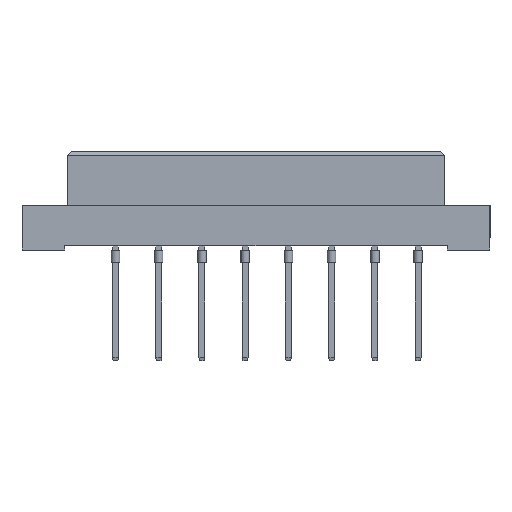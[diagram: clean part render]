
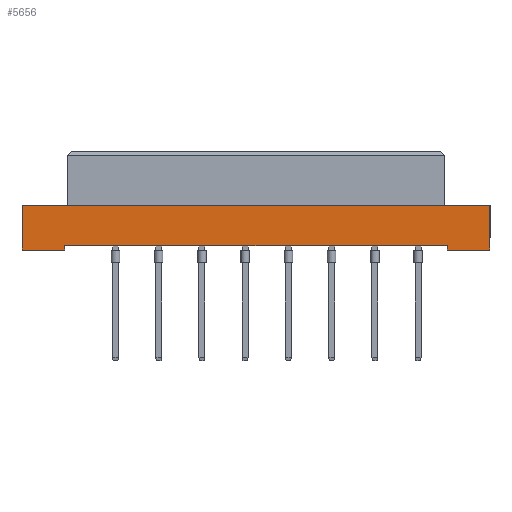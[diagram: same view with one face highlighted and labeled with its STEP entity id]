
A CAD part, top view. The second image highlights one B-rep face of the part: STEP entity #5656.
In plain terms, the highlighted planar face has unit normal (0, 0, 1).
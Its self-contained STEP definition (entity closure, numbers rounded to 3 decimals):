
#128 = ORIENTED_EDGE ( 'NONE', *, *, #15730, .F. ) ;
#709 = VECTOR ( 'NONE', #19115, 1000. ) ;
#924 = CARTESIAN_POINT ( 'NONE',  ( -27.5, -11.6, 5.3 ) ) ;
#1006 = EDGE_CURVE ( 'NONE', #8248, #8462, #4336, .T. ) ;
#1243 = LINE ( 'NONE', #1353, #10798 ) ;
#1340 = CARTESIAN_POINT ( 'NONE',  ( 27.5, -11.6, 5.3 ) ) ;
#1353 = CARTESIAN_POINT ( 'NONE',  ( -22.5, -11.1, 5.3 ) ) ;
#1553 = EDGE_CURVE ( 'NONE', #19843, #8462, #14776, .T. ) ;
#1715 = CARTESIAN_POINT ( 'NONE',  ( 27.5, -11.6, 5.3 ) ) ;
#2382 = AXIS2_PLACEMENT_3D ( 'NONE', #924, #13516, #19745 ) ;
#2476 = DIRECTION ( 'NONE',  ( 1., 0., 0. ) ) ;
#2546 = LINE ( 'NONE', #18302, #19010 ) ;
#2570 = LINE ( 'NONE', #16510, #4945 ) ;
#4162 = ORIENTED_EDGE ( 'NONE', *, *, #12268, .T. ) ;
#4248 = VECTOR ( 'NONE', #7640, 1000. ) ;
#4336 = LINE ( 'NONE', #18143, #17250 ) ;
#4945 = VECTOR ( 'NONE', #2476, 1000. ) ;
#5234 = VERTEX_POINT ( 'NONE', #19764 ) ;
#5346 = ORIENTED_EDGE ( 'NONE', *, *, #12378, .T. ) ;
#5656 = ADVANCED_FACE ( 'NONE', ( #13415 ), #15150, .T. ) ;
#6137 = CARTESIAN_POINT ( 'NONE',  ( 27.5, -6.4, 5.3 ) ) ;
#6399 = ORIENTED_EDGE ( 'NONE', *, *, #1553, .T. ) ;
#6662 = CARTESIAN_POINT ( 'NONE',  ( 22.5, -11.6, 5.3 ) ) ;
#6780 = CARTESIAN_POINT ( 'NONE',  ( -22.5, -11.6, 5.3 ) ) ;
#6927 = EDGE_CURVE ( 'NONE', #7149, #11130, #1243, .T. ) ;
#7149 = VERTEX_POINT ( 'NONE', #18280 ) ;
#7598 = DIRECTION ( 'NONE',  ( 0., -1., 0. ) ) ;
#7640 = DIRECTION ( 'NONE',  ( -1., 0., 0. ) ) ;
#7787 = VECTOR ( 'NONE', #20064, 1000. ) ;
#8248 = VERTEX_POINT ( 'NONE', #15992 ) ;
#8462 = VERTEX_POINT ( 'NONE', #6137 ) ;
#8885 = EDGE_LOOP ( 'NONE', ( #16936, #4162, #6399, #10925, #14737, #5346, #17495, #128 ) ) ;
#10012 = LINE ( 'NONE', #12893, #709 ) ;
#10798 = VECTOR ( 'NONE', #7598, 1000. ) ;
#10814 = LINE ( 'NONE', #12557, #4248 ) ;
#10925 = ORIENTED_EDGE ( 'NONE', *, *, #1006, .F. ) ;
#11130 = VERTEX_POINT ( 'NONE', #6780 ) ;
#12268 = EDGE_CURVE ( 'NONE', #12545, #19843, #13333, .T. ) ;
#12378 = EDGE_CURVE ( 'NONE', #5234, #11130, #2570, .T. ) ;
#12545 = VERTEX_POINT ( 'NONE', #6662 ) ;
#12557 = CARTESIAN_POINT ( 'NONE',  ( -22.5, -11.1, 5.3 ) ) ;
#12849 = EDGE_CURVE ( 'NONE', #18709, #12545, #2546, .T. ) ;
#12893 = CARTESIAN_POINT ( 'NONE',  ( -27.5, -11.6, 5.3 ) ) ;
#13333 = LINE ( 'NONE', #19262, #16069 ) ;
#13415 = FACE_OUTER_BOUND ( 'NONE', #8885, .T. ) ;
#13516 = DIRECTION ( 'NONE',  ( 0., 0., 1. ) ) ;
#13810 = DIRECTION ( 'NONE',  ( 0., -1., 0. ) ) ;
#14196 = CARTESIAN_POINT ( 'NONE',  ( 22.5, -11.1, 5.3 ) ) ;
#14737 = ORIENTED_EDGE ( 'NONE', *, *, #15442, .F. ) ;
#14776 = LINE ( 'NONE', #1340, #7787 ) ;
#14966 = DIRECTION ( 'NONE',  ( 1., 0., 0. ) ) ;
#15088 = DIRECTION ( 'NONE',  ( 1., 0., 0. ) ) ;
#15150 = PLANE ( 'NONE',  #2382 ) ;
#15442 = EDGE_CURVE ( 'NONE', #5234, #8248, #10012, .T. ) ;
#15730 = EDGE_CURVE ( 'NONE', #18709, #7149, #10814, .T. ) ;
#15992 = CARTESIAN_POINT ( 'NONE',  ( -27.5, -6.4, 5.3 ) ) ;
#16069 = VECTOR ( 'NONE', #14966, 1000. ) ;
#16510 = CARTESIAN_POINT ( 'NONE',  ( -27.5, -11.6, 5.3 ) ) ;
#16936 = ORIENTED_EDGE ( 'NONE', *, *, #12849, .T. ) ;
#17250 = VECTOR ( 'NONE', #15088, 1000. ) ;
#17495 = ORIENTED_EDGE ( 'NONE', *, *, #6927, .F. ) ;
#18143 = CARTESIAN_POINT ( 'NONE',  ( -27.5, -6.4, 5.3 ) ) ;
#18280 = CARTESIAN_POINT ( 'NONE',  ( -22.5, -11.1, 5.3 ) ) ;
#18302 = CARTESIAN_POINT ( 'NONE',  ( 22.5, -11.1, 5.3 ) ) ;
#18709 = VERTEX_POINT ( 'NONE', #14196 ) ;
#19010 = VECTOR ( 'NONE', #13810, 1000. ) ;
#19115 = DIRECTION ( 'NONE',  ( 0., 1., 0. ) ) ;
#19262 = CARTESIAN_POINT ( 'NONE',  ( -27.5, -11.6, 5.3 ) ) ;
#19745 = DIRECTION ( 'NONE',  ( 1., 0., 0. ) ) ;
#19764 = CARTESIAN_POINT ( 'NONE',  ( -27.5, -11.6, 5.3 ) ) ;
#19843 = VERTEX_POINT ( 'NONE', #1715 ) ;
#20064 = DIRECTION ( 'NONE',  ( 0., 1., 0. ) ) ;
